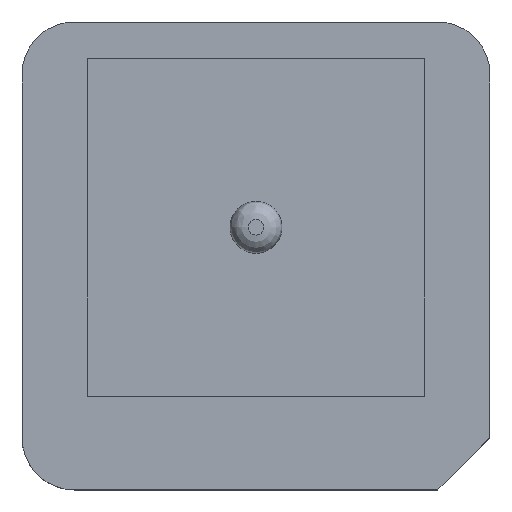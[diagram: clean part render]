
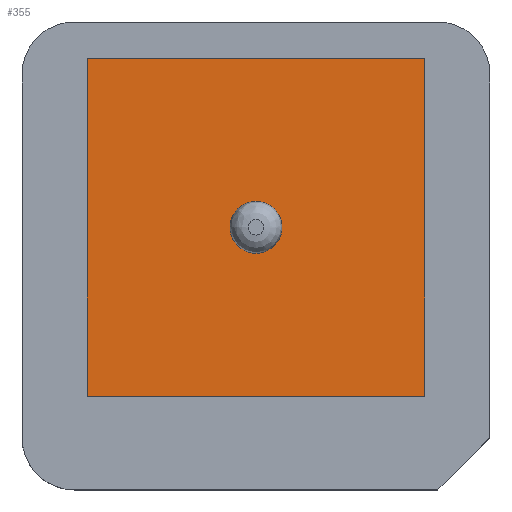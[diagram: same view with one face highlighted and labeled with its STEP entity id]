
A CAD part, top view. The second image highlights one B-rep face of the part: STEP entity #355.
In plain terms, the highlighted planar face has unit normal (0, 0, 1).
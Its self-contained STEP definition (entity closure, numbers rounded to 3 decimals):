
#47=FACE_OUTER_BOUND('',#72,.T.);
#72=EDGE_LOOP('',(#304,#305,#306,#307));
#112=LINE('',#617,#143);
#115=LINE('',#623,#146);
#118=LINE('',#629,#149);
#121=LINE('',#633,#152);
#143=VECTOR('',#488,10.);
#146=VECTOR('',#493,10.);
#149=VECTOR('',#498,10.);
#152=VECTOR('',#503,10.);
#175=VERTEX_POINT('',#614);
#176=VERTEX_POINT('',#616);
#178=VERTEX_POINT('',#622);
#180=VERTEX_POINT('',#628);
#215=EDGE_CURVE('',#176,#175,#112,.T.);
#218=EDGE_CURVE('',#178,#176,#115,.T.);
#221=EDGE_CURVE('',#180,#178,#118,.T.);
#224=EDGE_CURVE('',#175,#180,#121,.T.);
#304=ORIENTED_EDGE('',*,*,#224,.T.);
#305=ORIENTED_EDGE('',*,*,#221,.T.);
#306=ORIENTED_EDGE('',*,*,#218,.T.);
#307=ORIENTED_EDGE('',*,*,#215,.T.);
#332=PLANE('',#406);
#355=ADVANCED_FACE('',(#47),#332,.T.);
#406=AXIS2_PLACEMENT_3D('',#634,#504,#505);
#488=DIRECTION('',(-1.,0.,0.));
#493=DIRECTION('',(0.,1.,0.));
#498=DIRECTION('',(1.,0.,0.));
#503=DIRECTION('',(0.,-1.,0.));
#504=DIRECTION('center_axis',(0.,0.,1.));
#505=DIRECTION('ref_axis',(1.,0.,0.));
#614=CARTESIAN_POINT('',(2.5,16.6,4.01));
#616=CARTESIAN_POINT('',(15.5,16.6,4.01));
#617=CARTESIAN_POINT('',(15.5,16.6,4.01));
#622=CARTESIAN_POINT('',(15.5,3.6,4.01));
#623=CARTESIAN_POINT('',(15.5,3.6,4.01));
#628=CARTESIAN_POINT('',(2.5,3.6,4.01));
#629=CARTESIAN_POINT('',(2.5,3.6,4.01));
#633=CARTESIAN_POINT('',(2.5,16.6,4.01));
#634=CARTESIAN_POINT('Origin',(9.,10.1,4.01));
